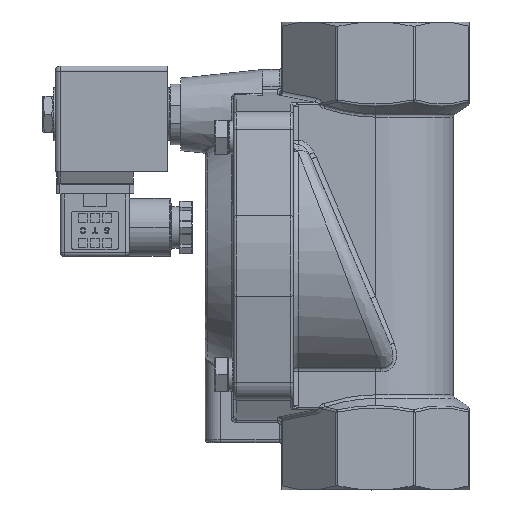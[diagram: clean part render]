
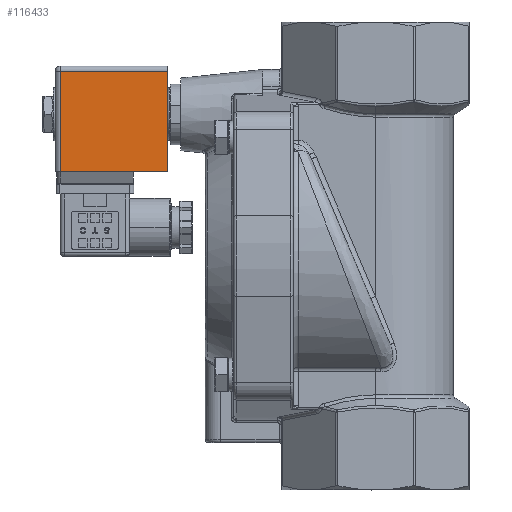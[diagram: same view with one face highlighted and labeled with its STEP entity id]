
A CAD part, left-side view. The second image highlights one B-rep face of the part: STEP entity #116433.
In plain terms, the highlighted planar face has unit normal (-1, 0, 0).
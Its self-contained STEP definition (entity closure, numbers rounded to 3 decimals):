
#4698 = VECTOR ( 'NONE', #112244, 1000. ) ;
#5598 = VECTOR ( 'NONE', #19100, 1000. ) ;
#11159 = LINE ( 'NONE', #124422, #40245 ) ;
#13687 = CARTESIAN_POINT ( 'NONE',  ( -17.925, 0.5, -21.68 ) ) ;
#19100 = DIRECTION ( 'NONE',  ( 0., 0., -1. ) ) ;
#22260 = AXIS2_PLACEMENT_3D ( 'NONE', #111335, #45764, #122349 ) ;
#31937 = CARTESIAN_POINT ( 'NONE',  ( -17.925, 41.2, -21.68 ) ) ;
#32759 = CARTESIAN_POINT ( 'NONE',  ( -17.925, 41.2, -21.68 ) ) ;
#38169 = CARTESIAN_POINT ( 'NONE',  ( -17.925, 0.5, -21.68 ) ) ;
#40245 = VECTOR ( 'NONE', #81264, 1000. ) ;
#41171 = EDGE_CURVE ( 'NONE', #91768, #64467, #11159, .T. ) ;
#44288 = VECTOR ( 'NONE', #138499, 1000. ) ;
#45002 = VERTEX_POINT ( 'NONE', #38169 ) ;
#45764 = DIRECTION ( 'NONE',  ( -1., 0., 0. ) ) ;
#64467 = VERTEX_POINT ( 'NONE', #76198 ) ;
#65503 = ORIENTED_EDGE ( 'NONE', *, *, #41171, .T. ) ;
#76198 = CARTESIAN_POINT ( 'NONE',  ( -17.925, 41.2, 16.32 ) ) ;
#78131 = EDGE_LOOP ( 'NONE', ( #104885, #106109, #65503, #127953 ) ) ;
#81264 = DIRECTION ( 'NONE',  ( 0., 1., 0. ) ) ;
#81666 = FACE_OUTER_BOUND ( 'NONE', #78131, .T. ) ;
#85975 = EDGE_CURVE ( 'NONE', #64467, #121469, #89415, .T. ) ;
#88532 = LINE ( 'NONE', #13687, #4698 ) ;
#89415 = LINE ( 'NONE', #31937, #5598 ) ;
#91027 = EDGE_CURVE ( 'NONE', #121469, #45002, #88532, .T. ) ;
#91768 = VERTEX_POINT ( 'NONE', #107638 ) ;
#102541 = LINE ( 'NONE', #127489, #44288 ) ;
#104885 = ORIENTED_EDGE ( 'NONE', *, *, #91027, .T. ) ;
#106109 = ORIENTED_EDGE ( 'NONE', *, *, #133873, .T. ) ;
#107638 = CARTESIAN_POINT ( 'NONE',  ( -17.925, 0.5, 16.32 ) ) ;
#111335 = CARTESIAN_POINT ( 'NONE',  ( -17.925, 0.5, -21.68 ) ) ;
#112244 = DIRECTION ( 'NONE',  ( 0., -1., 0. ) ) ;
#116433 = ADVANCED_FACE ( 'NONE', ( #81666 ), #132910, .T. ) ;
#121469 = VERTEX_POINT ( 'NONE', #32759 ) ;
#122349 = DIRECTION ( 'NONE',  ( 0., 0., 1. ) ) ;
#124422 = CARTESIAN_POINT ( 'NONE',  ( -17.925, 0.5, 16.32 ) ) ;
#127489 = CARTESIAN_POINT ( 'NONE',  ( -17.925, 0.5, -21.68 ) ) ;
#127953 = ORIENTED_EDGE ( 'NONE', *, *, #85975, .T. ) ;
#132910 = PLANE ( 'NONE',  #22260 ) ;
#133873 = EDGE_CURVE ( 'NONE', #45002, #91768, #102541, .T. ) ;
#138499 = DIRECTION ( 'NONE',  ( 0., 0., 1. ) ) ;
